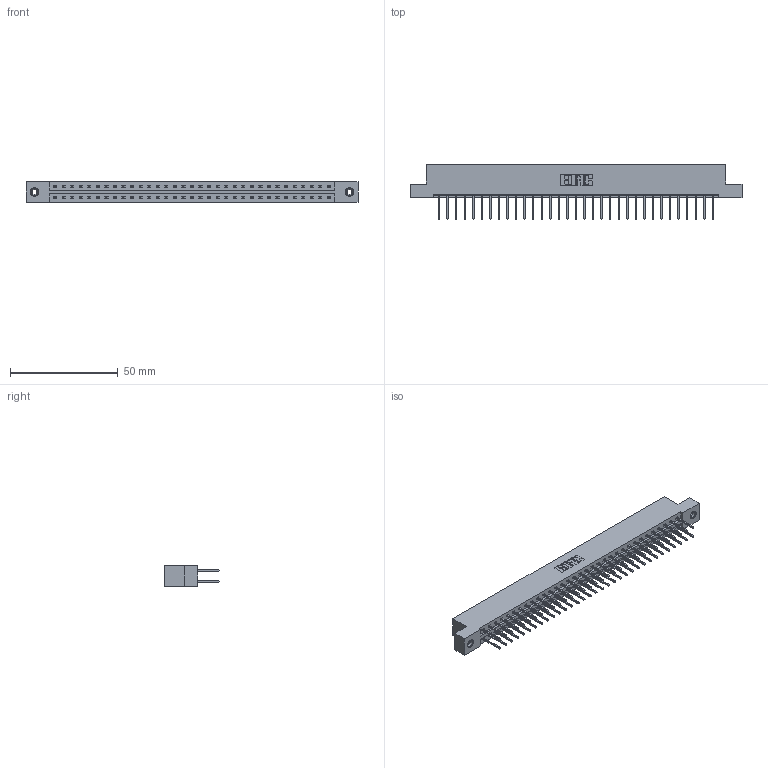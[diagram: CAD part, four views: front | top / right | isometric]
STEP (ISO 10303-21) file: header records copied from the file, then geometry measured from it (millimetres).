
FILE_DESCRIPTION (( 'STEP AP203' ), '1' );
FILE_NAME ('387-066-523-208.STEP', '2019-10-19T18:16:50', ( '' ), ( '' ), 'SwSTEP 2.0', 'SolidWorks 2016', '' );
FILE_SCHEMA (( 'CONFIG_CONTROL_DESIGN' ));
Length unit declared in the file: inch
Products named in the file (4): 345-250-001_345-250-003-102; 345-292-001_345-293-123; 387-066-523-208; 337 Part_Flush Mounting Lugs - 0.156 Dia-TI
Assembly tree (69 placements, depth 2):
  387-066-523-208
    337 Part_Flush Mounting Lugs - 0.156 Dia-TI
    345-292-001_345-293-123  x66
    345-250-001_345-250-003-102  x2
Bounding box: 153.77 x 25.15 x 9.4 mm (x, y, z)
Volume: 16214.7 mm3; surface area: 18910.1 mm2
Topology: 69 solids, 69 shells, 3738 faces, 11073 edges, 7286 vertices
Faces by surface type: plane 2610, cylinder 1112, cone 12, torus 4
Entity records: 27954 total; most frequent: CARTESIAN_POINT 4697, ORIENTED_EDGE 4626, DIRECTION 4043, EDGE_CURVE 2313, LINE 2165, VECTOR 2165, VERTEX_POINT 1536, AXIS2_PLACEMENT_3D 939
